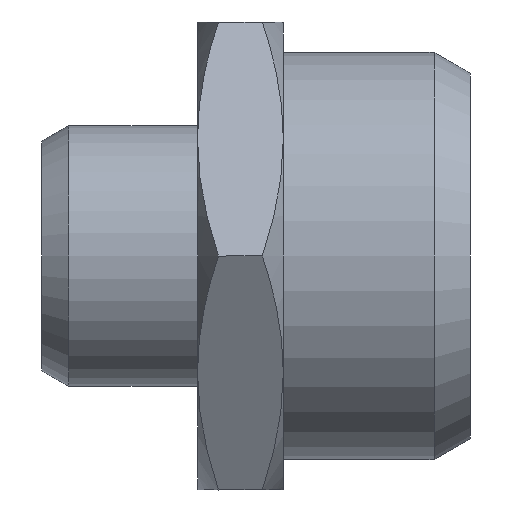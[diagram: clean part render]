
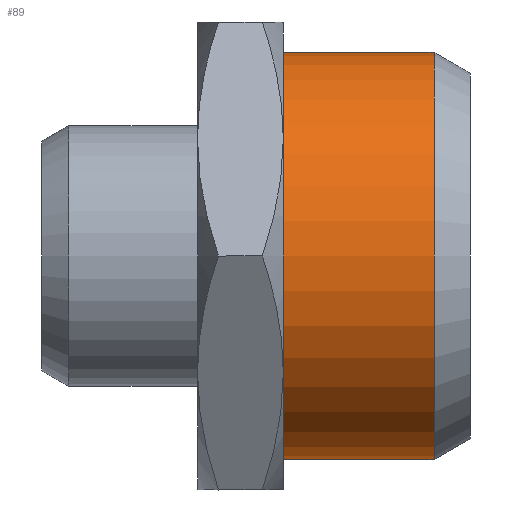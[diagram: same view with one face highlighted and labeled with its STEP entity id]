
A CAD part, left-side view. The second image highlights one B-rep face of the part: STEP entity #89.
In plain terms, the highlighted cylindrical face has radius 13.05 mm (diameter 26.1 mm), a partial arc.
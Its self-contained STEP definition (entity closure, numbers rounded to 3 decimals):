
#5 = EDGE_CURVE ( 'NONE', #74, #8, #701, .T. ) ;
#8 = VERTEX_POINT ( 'NONE', #105 ) ;
#30 = DIRECTION ( 'NONE',  ( 0., 1., 0. ) ) ;
#74 = VERTEX_POINT ( 'NONE', #265 ) ;
#89 = ADVANCED_FACE ( 'NONE', ( #281 ), #1090, .T. ) ;
#94 = LINE ( 'NONE', #915, #468 ) ;
#105 = CARTESIAN_POINT ( 'NONE',  ( 0., 12., -13.05 ) ) ;
#236 = EDGE_LOOP ( 'NONE', ( #457, #737, #1013, #655 ) ) ;
#238 = VERTEX_POINT ( 'NONE', #688 ) ;
#265 = CARTESIAN_POINT ( 'NONE',  ( 0., 12., 13.05 ) ) ;
#274 = CARTESIAN_POINT ( 'NONE',  ( 0., 2.338, -13.05 ) ) ;
#281 = FACE_OUTER_BOUND ( 'NONE', #236, .T. ) ;
#375 = CARTESIAN_POINT ( 'NONE',  ( 0., 12., 0. ) ) ;
#403 = DIRECTION ( 'NONE',  ( 0., 1., 0. ) ) ;
#457 = ORIENTED_EDGE ( 'NONE', *, *, #464, .F. ) ;
#464 = EDGE_CURVE ( 'NONE', #792, #8, #94, .T. ) ;
#468 = VECTOR ( 'NONE', #918, 1000. ) ;
#473 = CIRCLE ( 'NONE', #972, 13.05 ) ;
#477 = VECTOR ( 'NONE', #403, 1000. ) ;
#531 = DIRECTION ( 'NONE',  ( 0., 0., -1. ) ) ;
#624 = DIRECTION ( 'NONE',  ( 0., 0., -1. ) ) ;
#655 = ORIENTED_EDGE ( 'NONE', *, *, #5, .T. ) ;
#688 = CARTESIAN_POINT ( 'NONE',  ( 0., 2.338, 13.05 ) ) ;
#701 = CIRCLE ( 'NONE', #743, 13.05 ) ;
#737 = ORIENTED_EDGE ( 'NONE', *, *, #762, .T. ) ;
#743 = AXIS2_PLACEMENT_3D ( 'NONE', #375, #1066, #531 ) ;
#753 = CARTESIAN_POINT ( 'NONE',  ( 0., 0., 13.05 ) ) ;
#762 = EDGE_CURVE ( 'NONE', #792, #238, #473, .T. ) ;
#792 = VERTEX_POINT ( 'NONE', #274 ) ;
#815 = DIRECTION ( 'NONE',  ( 0., 0., 1. ) ) ;
#881 = LINE ( 'NONE', #753, #477 ) ;
#896 = CARTESIAN_POINT ( 'NONE',  ( 0., 2.338, 0. ) ) ;
#915 = CARTESIAN_POINT ( 'NONE',  ( 0., 0., -13.05 ) ) ;
#918 = DIRECTION ( 'NONE',  ( 0., 1., 0. ) ) ;
#929 = AXIS2_PLACEMENT_3D ( 'NONE', #988, #978, #815 ) ;
#972 = AXIS2_PLACEMENT_3D ( 'NONE', #896, #30, #624 ) ;
#978 = DIRECTION ( 'NONE',  ( 0., 1., 0. ) ) ;
#988 = CARTESIAN_POINT ( 'NONE',  ( 0., 0., 0. ) ) ;
#1013 = ORIENTED_EDGE ( 'NONE', *, *, #1036, .T. ) ;
#1036 = EDGE_CURVE ( 'NONE', #238, #74, #881, .T. ) ;
#1066 = DIRECTION ( 'NONE',  ( 0., -1., 0. ) ) ;
#1090 = CYLINDRICAL_SURFACE ( 'NONE', #929, 13.05 ) ;
